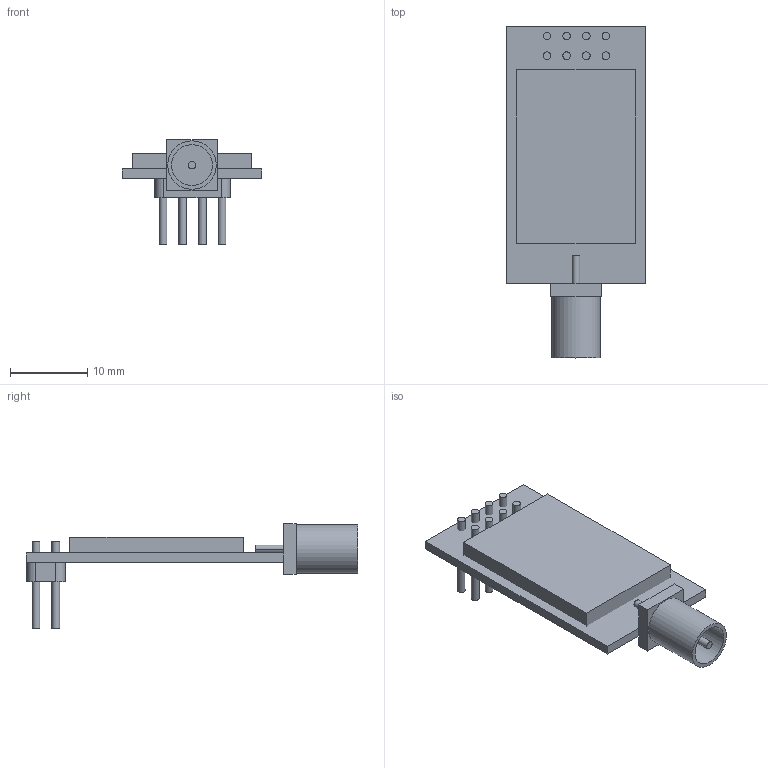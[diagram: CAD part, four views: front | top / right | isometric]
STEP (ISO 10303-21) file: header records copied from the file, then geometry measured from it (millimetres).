
FILE_DESCRIPTION(/* description */ (''),/* implementation_level */ '2;1');
FILE_NAME(/* name */ 'ml01dp5_nrf24_lna v4.step',/* time_stamp */ '2024-02-21T18:33:03-08:00',/* author */ (''),/* organization */ (''),/* preprocessor_version */ 'ST-DEVELOPER v20',/* originating_system */ 'Autodesk Translation Framework v12.20.1.177',/* authorisation */ '');
FILE_SCHEMA (('AUTOMOTIVE_DESIGN { 1 0 10303 214 3 1 1 }'));
Length unit declared in the file: millimetre
Products named in the file (2): ml01dp5_nrf24_lna; ml01dp5_nrf24_lna_1
Assembly tree (1 placements, depth 2):
  ml01dp5_nrf24_lna
    ml01dp5_nrf24_lna_1
Bounding box: 18 x 42.95 x 13.52 mm (x, y, z)
Volume: 2190.8 mm3; surface area: 3193.3 mm2
Topology: 20 solids, 20 shells, 91 faces, 138 edges, 90 vertices
Faces by surface type: plane 64, cylinder 27
Full cylindrical faces by diameter (mm): 1 x19, 5.26 x1, 6.26 x1
Entity records: 2063 total; most frequent: DIRECTION 381, CARTESIAN_POINT 323, ORIENTED_EDGE 278, AXIS2_PLACEMENT_3D 148, EDGE_CURVE 139, EDGE_LOOP 96, FACE_OUTER_BOUND 91, ADVANCED_FACE 91
